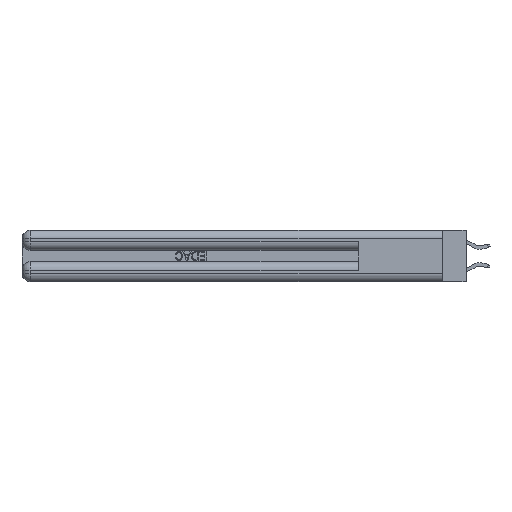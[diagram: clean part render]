
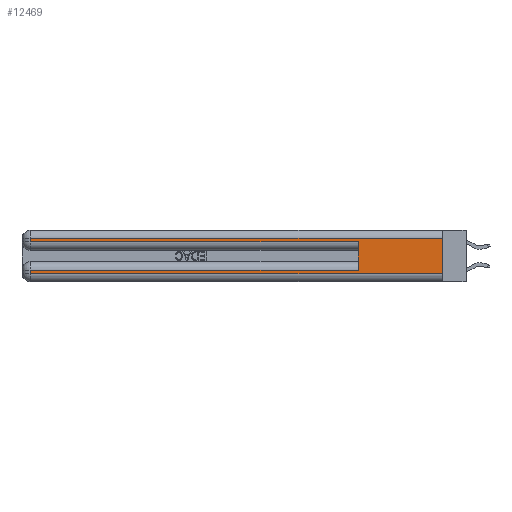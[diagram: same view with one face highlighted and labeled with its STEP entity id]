
A CAD part, left-side view. The second image highlights one B-rep face of the part: STEP entity #12469.
In plain terms, the highlighted planar face has unit normal (-1, 0, 0).
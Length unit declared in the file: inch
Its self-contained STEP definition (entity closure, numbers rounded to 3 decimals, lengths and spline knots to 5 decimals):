
#306 = LINE ( 'NONE', #16932, #23716 ) ;
#516 = ORIENTED_EDGE ( 'NONE', *, *, #1669, .T. ) ;
#694 = VECTOR ( 'NONE', #12306, 39.37008 ) ;
#1213 = CARTESIAN_POINT ( 'NONE',  ( 0., 2.94, 0.37 ) ) ;
#1664 = DIRECTION ( 'NONE',  ( 0., 1., 0. ) ) ;
#1669 = EDGE_CURVE ( 'NONE', #28545, #16780, #23845, .T. ) ;
#1836 = CARTESIAN_POINT ( 'NONE',  ( 0., 2.94, 0.31 ) ) ;
#1929 = LINE ( 'NONE', #26694, #14029 ) ;
#1945 = DIRECTION ( 'NONE',  ( 1., 0., 0. ) ) ;
#3335 = VERTEX_POINT ( 'NONE', #11714 ) ;
#3400 = VERTEX_POINT ( 'NONE', #20990 ) ;
#4399 = DIRECTION ( 'NONE',  ( 0., -1., 0. ) ) ;
#4928 = EDGE_CURVE ( 'NONE', #16780, #12684, #1929, .T. ) ;
#5461 = ORIENTED_EDGE ( 'NONE', *, *, #15147, .F. ) ;
#5893 = LINE ( 'NONE', #27081, #28560 ) ;
#5920 = LINE ( 'NONE', #25664, #28588 ) ;
#7042 = CARTESIAN_POINT ( 'NONE',  ( 0., 0.6, 0.145 ) ) ;
#7749 = LINE ( 'NONE', #1213, #25109 ) ;
#7905 = VECTOR ( 'NONE', #1664, 39.37008 ) ;
#8038 = DIRECTION ( 'NONE',  ( 0., 1., 0. ) ) ;
#8558 = DIRECTION ( 'NONE',  ( 0., 0., -1. ) ) ;
#8727 = CARTESIAN_POINT ( 'NONE',  ( 0., 0., 0.06 ) ) ;
#9791 = VECTOR ( 'NONE', #13823, 39.37008 ) ;
#9869 = DIRECTION ( 'NONE',  ( 0., 0., -1. ) ) ;
#10180 = ORIENTED_EDGE ( 'NONE', *, *, #4928, .T. ) ;
#10417 = CARTESIAN_POINT ( 'NONE',  ( 0., 0.6, 0.285 ) ) ;
#11171 = EDGE_CURVE ( 'NONE', #3400, #27398, #5893, .T. ) ;
#11380 = ORIENTED_EDGE ( 'NONE', *, *, #27552, .F. ) ;
#11646 = ORIENTED_EDGE ( 'NONE', *, *, #25742, .T. ) ;
#11714 = CARTESIAN_POINT ( 'NONE',  ( 0., 0.6, 0.085 ) ) ;
#12090 = LINE ( 'NONE', #25824, #694 ) ;
#12200 = EDGE_CURVE ( 'NONE', #12684, #23739, #12090, .T. ) ;
#12306 = DIRECTION ( 'NONE',  ( 0., -1., 0. ) ) ;
#12469 = ADVANCED_FACE ( 'NONE', ( #16998 ), #22276, .F. ) ;
#12684 = VERTEX_POINT ( 'NONE', #23628 ) ;
#12718 = CARTESIAN_POINT ( 'NONE',  ( 0., 2.94, 0.085 ) ) ;
#13038 = ORIENTED_EDGE ( 'NONE', *, *, #11171, .T. ) ;
#13613 = AXIS2_PLACEMENT_3D ( 'NONE', #29104, #1945, #17810 ) ;
#13823 = DIRECTION ( 'NONE',  ( 0., 0., 1. ) ) ;
#13877 = EDGE_LOOP ( 'NONE', ( #5461, #516, #10180, #15226, #11380, #18406, #11646, #13038 ) ) ;
#14029 = VECTOR ( 'NONE', #8558, 39.37008 ) ;
#15147 = EDGE_CURVE ( 'NONE', #28545, #27398, #5920, .T. ) ;
#15226 = ORIENTED_EDGE ( 'NONE', *, *, #12200, .T. ) ;
#15890 = VERTEX_POINT ( 'NONE', #12718 ) ;
#16780 = VERTEX_POINT ( 'NONE', #1836 ) ;
#16932 = CARTESIAN_POINT ( 'NONE',  ( 0., 0., 0.085 ) ) ;
#16998 = FACE_OUTER_BOUND ( 'NONE', #13877, .T. ) ;
#17810 = DIRECTION ( 'NONE',  ( 0., 0., -1. ) ) ;
#18406 = ORIENTED_EDGE ( 'NONE', *, *, #24587, .T. ) ;
#19384 = DIRECTION ( 'NONE',  ( 0., 0., -1. ) ) ;
#20990 = CARTESIAN_POINT ( 'NONE',  ( 0., 2.94, 0.06 ) ) ;
#22276 = PLANE ( 'NONE',  #13613 ) ;
#23628 = CARTESIAN_POINT ( 'NONE',  ( 0., 2.94, 0.285 ) ) ;
#23716 = VECTOR ( 'NONE', #8038, 39.37008 ) ;
#23739 = VERTEX_POINT ( 'NONE', #10417 ) ;
#23845 = LINE ( 'NONE', #26535, #7905 ) ;
#24587 = EDGE_CURVE ( 'NONE', #3335, #15890, #306, .T. ) ;
#25109 = VECTOR ( 'NONE', #19384, 39.37008 ) ;
#25664 = CARTESIAN_POINT ( 'NONE',  ( 0., 0., 0.37 ) ) ;
#25742 = EDGE_CURVE ( 'NONE', #15890, #3400, #7749, .T. ) ;
#25824 = CARTESIAN_POINT ( 'NONE',  ( 0., 0., 0.285 ) ) ;
#26535 = CARTESIAN_POINT ( 'NONE',  ( 0., 0., 0.31 ) ) ;
#26694 = CARTESIAN_POINT ( 'NONE',  ( 0., 2.94, 0.37 ) ) ;
#27081 = CARTESIAN_POINT ( 'NONE',  ( 0., 0., 0.06 ) ) ;
#27133 = LINE ( 'NONE', #7042, #9791 ) ;
#27398 = VERTEX_POINT ( 'NONE', #8727 ) ;
#27552 = EDGE_CURVE ( 'NONE', #3335, #23739, #27133, .T. ) ;
#28545 = VERTEX_POINT ( 'NONE', #28879 ) ;
#28560 = VECTOR ( 'NONE', #4399, 39.37008 ) ;
#28588 = VECTOR ( 'NONE', #9869, 39.37008 ) ;
#28879 = CARTESIAN_POINT ( 'NONE',  ( 0., 0., 0.31 ) ) ;
#29104 = CARTESIAN_POINT ( 'NONE',  ( 0., 0., 0.37 ) ) ;
